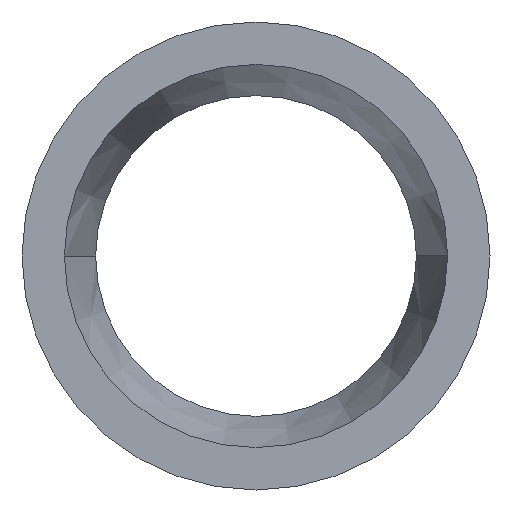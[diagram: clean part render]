
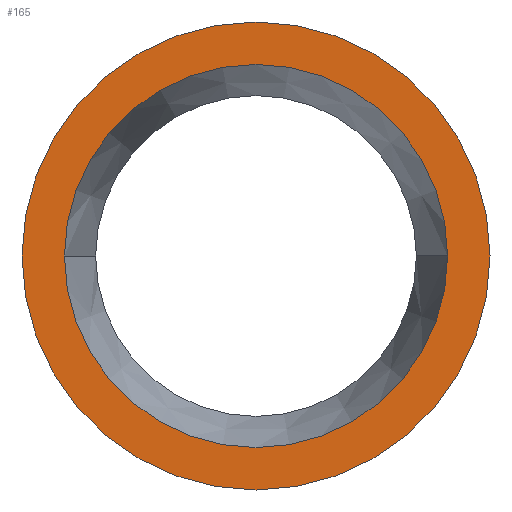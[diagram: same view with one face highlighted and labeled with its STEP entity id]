
A CAD part, left-side view. The second image highlights one B-rep face of the part: STEP entity #165.
In plain terms, the highlighted planar face has unit normal (-1, 0, 0).
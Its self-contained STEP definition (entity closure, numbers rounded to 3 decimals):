
#109 = EDGE_CURVE( '', #173, #195, #245, .T. );
#127 = EDGE_CURVE( '', #195, #173, #265, .T. );
#133 = VERTEX_POINT( '', #271 );
#137 = VERTEX_POINT( '', #276 );
#165 = ADVANCED_FACE( '', ( #309, #310 ), #311, .T. );
#173 = VERTEX_POINT( '', #320 );
#177 = EDGE_CURVE( '', #133, #137, #324, .T. );
#187 = EDGE_CURVE( '', #137, #133, #334, .T. );
#195 = VERTEX_POINT( '', #344 );
#245 = CIRCLE( '', #395, 30.7 );
#265 = CIRCLE( '', #420, 30.7 );
#271 = CARTESIAN_POINT( '', ( 0., 37.5, 0. ) );
#276 = CARTESIAN_POINT( '', ( 0., -37.5, 0. ) );
#309 = FACE_BOUND( '', #474, .T. );
#310 = FACE_OUTER_BOUND( '', #475, .T. );
#311 = PLANE( '', #476 );
#320 = CARTESIAN_POINT( '', ( 0., 30.7, 0. ) );
#324 = CIRCLE( '', #495, 37.5 );
#334 = CIRCLE( '', #511, 37.5 );
#344 = CARTESIAN_POINT( '', ( 0., -30.7, 0. ) );
#395 = AXIS2_PLACEMENT_3D( '', #555, #556, #557 );
#420 = AXIS2_PLACEMENT_3D( '', #581, #582, #583 );
#474 = EDGE_LOOP( '', ( #647, #648 ) );
#475 = EDGE_LOOP( '', ( #649, #650 ) );
#476 = AXIS2_PLACEMENT_3D( '', #651, #652, #653 );
#495 = AXIS2_PLACEMENT_3D( '', #667, #668, #669 );
#511 = AXIS2_PLACEMENT_3D( '', #675, #676, #677 );
#555 = CARTESIAN_POINT( '', ( 0., 0., 0. ) );
#556 = DIRECTION( '', ( -1., 0., 0. ) );
#557 = DIRECTION( '', ( 0., 1., 0. ) );
#581 = CARTESIAN_POINT( '', ( 0., 0., 0. ) );
#582 = DIRECTION( '', ( -1., 0., 0. ) );
#583 = DIRECTION( '', ( 0., 1., 0. ) );
#647 = ORIENTED_EDGE( '', *, *, #109, .F. );
#648 = ORIENTED_EDGE( '', *, *, #127, .F. );
#649 = ORIENTED_EDGE( '', *, *, #177, .T. );
#650 = ORIENTED_EDGE( '', *, *, #187, .T. );
#651 = CARTESIAN_POINT( '', ( 0., 34.1, 0. ) );
#652 = DIRECTION( '', ( -1., 0., 0. ) );
#653 = DIRECTION( '', ( 0., 1., 0. ) );
#667 = CARTESIAN_POINT( '', ( 0., 0., 0. ) );
#668 = DIRECTION( '', ( -1., 0., 0. ) );
#669 = DIRECTION( '', ( 0., 1., 0. ) );
#675 = CARTESIAN_POINT( '', ( 0., 0., 0. ) );
#676 = DIRECTION( '', ( -1., 0., 0. ) );
#677 = DIRECTION( '', ( 0., 1., 0. ) );
